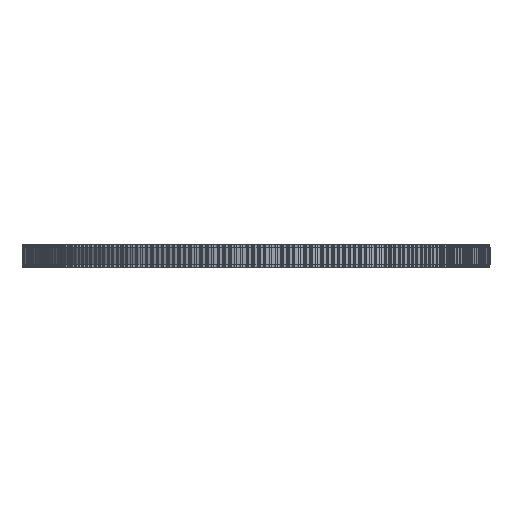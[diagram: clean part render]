
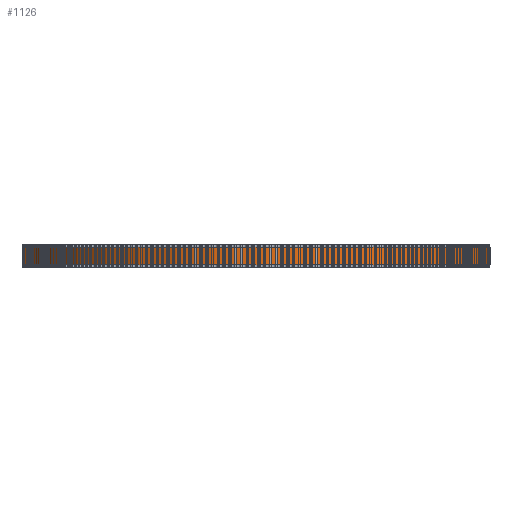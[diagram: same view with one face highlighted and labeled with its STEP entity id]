
A CAD part, front view. The second image highlights one B-rep face of the part: STEP entity #1126.
In plain terms, the highlighted cylindrical face has radius 79.896 mm (diameter 159.792 mm), a full revolution.
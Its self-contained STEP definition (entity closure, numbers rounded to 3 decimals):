
#97=FACE_BOUND('',#4144,.T.);
#98=FACE_BOUND('',#4145,.T.);
#1126=ADVANCED_FACE('',(#97,#98),#2131,.T.);
#2131=CYLINDRICAL_SURFACE('',#22231,79.896);
#4144=EDGE_LOOP('',(#12178));
#4145=EDGE_LOOP('',(#12179));
#12178=ORIENTED_EDGE('',*,*,#17202,.T.);
#12179=ORIENTED_EDGE('',*,*,#17203,.T.);
#14188=VERTEX_POINT('',#35300);
#14189=VERTEX_POINT('',#35302);
#17202=EDGE_CURVE('',#14188,#14188,#19212,.T.);
#17203=EDGE_CURVE('',#14189,#14189,#19213,.T.);
#19212=CIRCLE('',#22229,79.896);
#19213=CIRCLE('',#22230,79.896);
#22229=AXIS2_PLACEMENT_3D('',#35299,#29266,#29267);
#22230=AXIS2_PLACEMENT_3D('',#35301,#29268,#29269);
#22231=AXIS2_PLACEMENT_3D('',#35303,#29270,#29271);
#29266=DIRECTION('',(0.,0.,1.));
#29267=DIRECTION('',(1.,0.,0.));
#29268=DIRECTION('',(0.,0.,-1.));
#29269=DIRECTION('',(1.,0.,0.));
#29270=DIRECTION('',(0.,0.,1.));
#29271=DIRECTION('',(1.,0.,0.));
#35299=CARTESIAN_POINT('',(0.,0.,1.));
#35300=CARTESIAN_POINT('',(79.896,0.,1.));
#35301=CARTESIAN_POINT('',(0.,0.,7.));
#35302=CARTESIAN_POINT('',(79.896,0.,7.));
#35303=CARTESIAN_POINT('',(0.,0.,1.));
